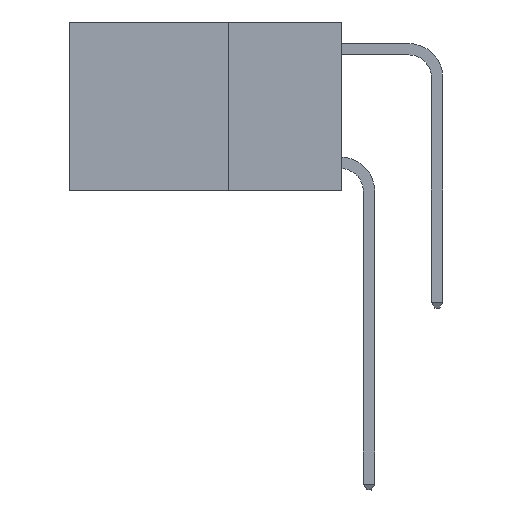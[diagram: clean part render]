
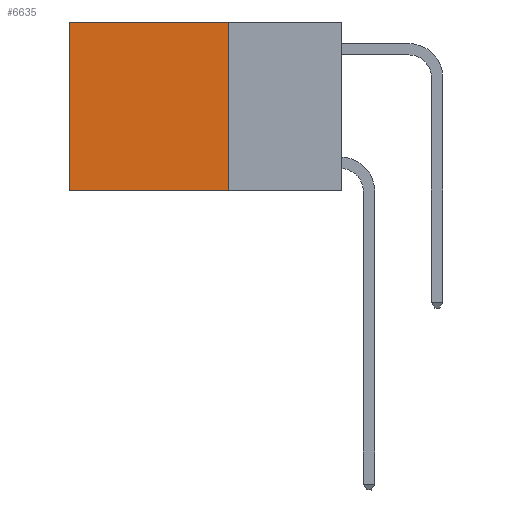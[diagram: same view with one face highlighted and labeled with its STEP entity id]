
A CAD part, left-side view. The second image highlights one B-rep face of the part: STEP entity #6635.
In plain terms, the highlighted planar face has unit normal (-1, 0, 0).
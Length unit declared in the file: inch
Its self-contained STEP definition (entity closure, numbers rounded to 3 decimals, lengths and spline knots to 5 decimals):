
#289 = CARTESIAN_POINT ( 'NONE',  ( 0.2625, 0.25, 0. ) ) ;
#650 = EDGE_CURVE ( 'NONE', #2105, #5244, #8735, .T. ) ;
#765 = DIRECTION ( 'NONE',  ( 0., 0., -1. ) ) ;
#2105 = VERTEX_POINT ( 'NONE', #18266 ) ;
#2441 = CARTESIAN_POINT ( 'NONE',  ( 0.2625, 0.6, -0.37 ) ) ;
#4512 = EDGE_CURVE ( 'NONE', #2105, #17404, #14699, .T. ) ;
#4739 = DIRECTION ( 'NONE',  ( 0., 1., 0. ) ) ;
#5244 = VERTEX_POINT ( 'NONE', #16049 ) ;
#6018 = VERTEX_POINT ( 'NONE', #2441 ) ;
#6501 = EDGE_CURVE ( 'NONE', #5244, #6018, #19119, .T. ) ;
#6635 = ADVANCED_FACE ( 'NONE', ( #19615 ), #17673, .F. ) ;
#6991 = DIRECTION ( 'NONE',  ( 0., 1., 0. ) ) ;
#7182 = AXIS2_PLACEMENT_3D ( 'NONE', #16131, #10048, #765 ) ;
#7510 = VECTOR ( 'NONE', #11116, 39.37008 ) ;
#8114 = ORIENTED_EDGE ( 'NONE', *, *, #6501, .T. ) ;
#8195 = DIRECTION ( 'NONE',  ( 0., 0., -1. ) ) ;
#8735 = LINE ( 'NONE', #11836, #15410 ) ;
#8939 = EDGE_CURVE ( 'NONE', #17404, #6018, #12387, .T. ) ;
#10048 = DIRECTION ( 'NONE',  ( 1., 0., 0. ) ) ;
#10458 = ORIENTED_EDGE ( 'NONE', *, *, #650, .T. ) ;
#11116 = DIRECTION ( 'NONE',  ( 0., 0., -1. ) ) ;
#11792 = ORIENTED_EDGE ( 'NONE', *, *, #4512, .F. ) ;
#11836 = CARTESIAN_POINT ( 'NONE',  ( 0.2625, 0.25, 0. ) ) ;
#12387 = LINE ( 'NONE', #16234, #15976 ) ;
#12627 = CARTESIAN_POINT ( 'NONE',  ( 0.2625, 0.25, -0.37 ) ) ;
#13162 = VECTOR ( 'NONE', #8195, 39.37008 ) ;
#14699 = LINE ( 'NONE', #289, #7510 ) ;
#15410 = VECTOR ( 'NONE', #4739, 39.37008 ) ;
#15804 = CARTESIAN_POINT ( 'NONE',  ( 0.2625, 0.6, 0. ) ) ;
#15976 = VECTOR ( 'NONE', #6991, 39.37008 ) ;
#16049 = CARTESIAN_POINT ( 'NONE',  ( 0.2625, 0.6, 0. ) ) ;
#16131 = CARTESIAN_POINT ( 'NONE',  ( 0.2625, 0.25, 0. ) ) ;
#16234 = CARTESIAN_POINT ( 'NONE',  ( 0.2625, 0.25, -0.37 ) ) ;
#16348 = EDGE_LOOP ( 'NONE', ( #8114, #17920, #11792, #10458 ) ) ;
#17404 = VERTEX_POINT ( 'NONE', #12627 ) ;
#17673 = PLANE ( 'NONE',  #7182 ) ;
#17920 = ORIENTED_EDGE ( 'NONE', *, *, #8939, .F. ) ;
#18266 = CARTESIAN_POINT ( 'NONE',  ( 0.2625, 0.25, 0. ) ) ;
#19119 = LINE ( 'NONE', #15804, #13162 ) ;
#19615 = FACE_OUTER_BOUND ( 'NONE', #16348, .T. ) ;
